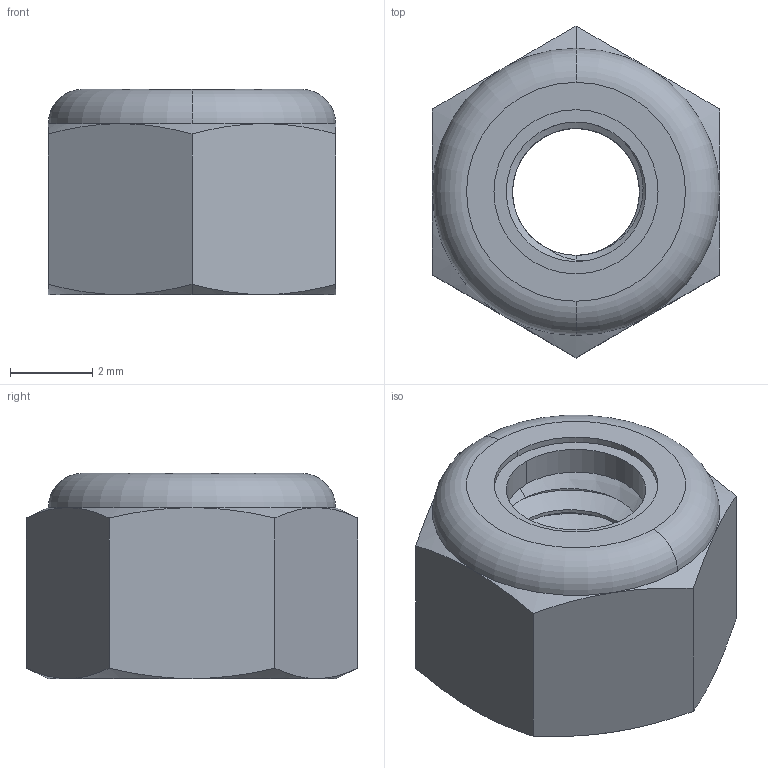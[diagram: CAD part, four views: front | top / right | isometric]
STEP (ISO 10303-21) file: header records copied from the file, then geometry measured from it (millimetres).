
FILE_DESCRIPTION (( 'STEP AP203' ), '1' );
FILE_NAME ('90631A112_Low-Strength Steel Nylon-Insert Locknut.STEP', '2022-03-21T20:22:28', ( 'Administrator' ), ( 'Managed by Terraform' ), 'SwSTEP 2.0', 'SolidWorks 2017', '' );
FILE_SCHEMA (( 'CONFIG_CONTROL_DESIGN' ));
Length unit declared in the file: millimetre
Products named in the file (1): 90631A112_Low-Strength Steel Nylon-Insert Locknut
Bounding box: 7 x 8.08 x 5 mm (x, y, z)
Volume: 153.5 mm3; surface area: 365.6 mm2
Topology: 2 solids, 2 shells, 56 faces, 135 edges, 85 vertices
Faces by surface type: cone 19, cylinder 16, plane 12, torus 6, bspline 3
Entity records: 2566 total; most frequent: CARTESIAN_POINT 1298, ORIENTED_EDGE 270, DIRECTION 226, EDGE_CURVE 135, AXIS2_PLACEMENT_3D 99, VERTEX_POINT 85, EDGE_LOOP 62, FACE_OUTER_BOUND 56
